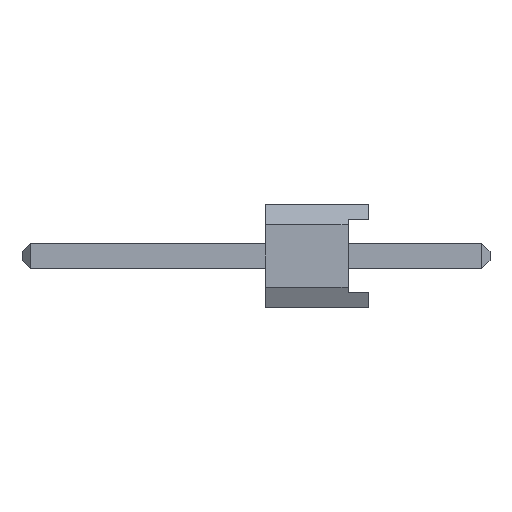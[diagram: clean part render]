
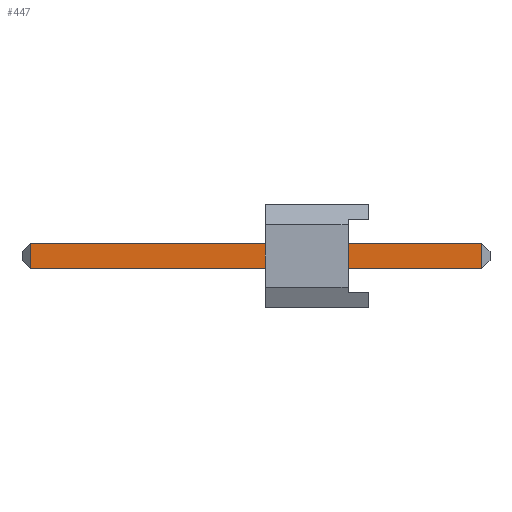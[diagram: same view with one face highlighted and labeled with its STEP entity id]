
A CAD part, left-side view. The second image highlights one B-rep face of the part: STEP entity #447.
In plain terms, the highlighted planar face has unit normal (-1, 0, 0).
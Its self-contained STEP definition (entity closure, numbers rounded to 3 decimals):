
#48 = CARTESIAN_POINT ( 'NONE',  ( -0.32, -0.32, -5.57 ) ) ;
#54 = EDGE_CURVE ( 'NONE', #1138, #696, #958, .T. ) ;
#63 = EDGE_CURVE ( 'NONE', #613, #1138, #422, .T. ) ;
#144 = ORIENTED_EDGE ( 'NONE', *, *, #575, .F. ) ;
#192 = CARTESIAN_POINT ( 'NONE',  ( -0.32, -0.32, 5.77 ) ) ;
#255 = EDGE_LOOP ( 'NONE', ( #860, #959, #144, #275 ) ) ;
#267 = CARTESIAN_POINT ( 'NONE',  ( -0.32, -0.32, 5.77 ) ) ;
#275 = ORIENTED_EDGE ( 'NONE', *, *, #993, .F. ) ;
#368 = DIRECTION ( 'NONE',  ( 0., 1., 0. ) ) ;
#417 = DIRECTION ( 'NONE',  ( 0., 0., -1. ) ) ;
#422 = LINE ( 'NONE', #267, #539 ) ;
#447 = ADVANCED_FACE ( 'NONE', ( #902 ), #761, .F. ) ;
#453 = VECTOR ( 'NONE', #368, 1000. ) ;
#534 = DIRECTION ( 'NONE',  ( 0., 0., 1. ) ) ;
#539 = VECTOR ( 'NONE', #944, 1000. ) ;
#562 = CARTESIAN_POINT ( 'NONE',  ( -0.32, -0.32, 5.57 ) ) ;
#575 = EDGE_CURVE ( 'NONE', #800, #613, #1323, .T. ) ;
#613 = VERTEX_POINT ( 'NONE', #1388 ) ;
#625 = CARTESIAN_POINT ( 'NONE',  ( -0.32, 0.32, 5.77 ) ) ;
#691 = CARTESIAN_POINT ( 'NONE',  ( -0.32, 0.32, -5.57 ) ) ;
#696 = VERTEX_POINT ( 'NONE', #691 ) ;
#761 = PLANE ( 'NONE',  #935 ) ;
#800 = VERTEX_POINT ( 'NONE', #964 ) ;
#860 = ORIENTED_EDGE ( 'NONE', *, *, #54, .F. ) ;
#902 = FACE_OUTER_BOUND ( 'NONE', #255, .T. ) ;
#935 = AXIS2_PLACEMENT_3D ( 'NONE', #192, #1110, #417 ) ;
#940 = CARTESIAN_POINT ( 'NONE',  ( -0.32, -0.32, -5.57 ) ) ;
#944 = DIRECTION ( 'NONE',  ( 0., 0., -1. ) ) ;
#958 = LINE ( 'NONE', #940, #453 ) ;
#959 = ORIENTED_EDGE ( 'NONE', *, *, #63, .F. ) ;
#964 = CARTESIAN_POINT ( 'NONE',  ( -0.32, 0.32, 5.57 ) ) ;
#993 = EDGE_CURVE ( 'NONE', #696, #800, #1419, .T. ) ;
#1010 = VECTOR ( 'NONE', #1140, 1000. ) ;
#1110 = DIRECTION ( 'NONE',  ( 1., 0., 0. ) ) ;
#1138 = VERTEX_POINT ( 'NONE', #48 ) ;
#1140 = DIRECTION ( 'NONE',  ( 0., -1., 0. ) ) ;
#1323 = LINE ( 'NONE', #562, #1010 ) ;
#1388 = CARTESIAN_POINT ( 'NONE',  ( -0.32, -0.32, 5.57 ) ) ;
#1397 = VECTOR ( 'NONE', #534, 1000. ) ;
#1419 = LINE ( 'NONE', #625, #1397 ) ;
